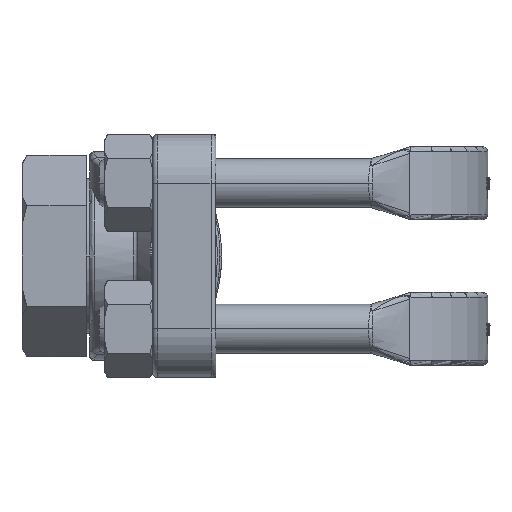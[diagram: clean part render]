
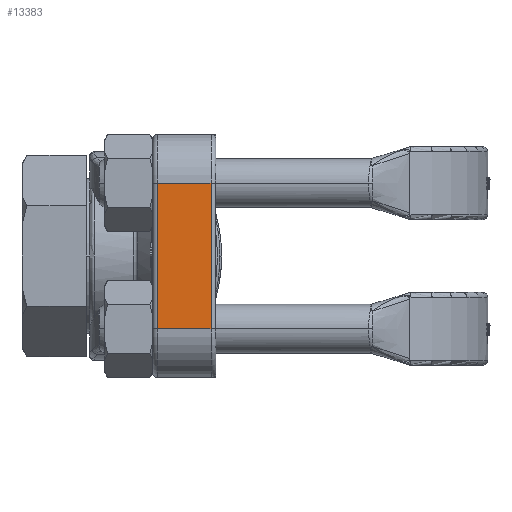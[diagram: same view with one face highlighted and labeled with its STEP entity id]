
A CAD part, left-side view. The second image highlights one B-rep face of the part: STEP entity #13383.
In plain terms, the highlighted planar face has unit normal (-1, 0, 0).
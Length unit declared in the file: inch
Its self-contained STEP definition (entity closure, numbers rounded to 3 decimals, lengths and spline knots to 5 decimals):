
#3968=DIRECTION('',(0.,0.,1.));
#3969=VECTOR('',#3968,1.875);
#3970=CARTESIAN_POINT('',(-2.875,0.7505,-0.9375));
#3971=LINE('',#3970,#3969);
#3972=DIRECTION('',(0.,1.,0.));
#3973=VECTOR('',#3972,0.6885);
#3974=CARTESIAN_POINT('',(-2.875,0.062,0.9375));
#3975=LINE('',#3974,#3973);
#3976=DIRECTION('',(0.,0.,-1.));
#3977=VECTOR('',#3976,1.875);
#3978=CARTESIAN_POINT('',(-2.875,0.062,0.9375));
#3979=LINE('',#3978,#3977);
#3980=DIRECTION('',(0.,1.,0.));
#3981=VECTOR('',#3980,0.6885);
#3982=CARTESIAN_POINT('',(-2.875,0.062,-0.9375));
#3983=LINE('',#3982,#3981);
#6765=CARTESIAN_POINT('',(-2.875,0.7505,-0.9375));
#6766=VERTEX_POINT('',#6765);
#6769=CARTESIAN_POINT('',(-2.875,0.7505,0.9375));
#6770=VERTEX_POINT('',#6769);
#6923=CARTESIAN_POINT('',(-2.875,0.062,-0.9375));
#6924=VERTEX_POINT('',#6923);
#6927=CARTESIAN_POINT('',(-2.875,0.062,0.9375));
#6928=VERTEX_POINT('',#6927);
#13370=CARTESIAN_POINT('',(-2.875,0.,-1.5625));
#13371=DIRECTION('',(-1.,0.,0.));
#13372=DIRECTION('',(0.,0.,1.));
#13373=AXIS2_PLACEMENT_3D('',#13370,#13371,#13372);
#13374=PLANE('',#13373);
#13375=ORIENTED_EDGE('',*,*,#11646,.T.);
#13377=ORIENTED_EDGE('',*,*,#13376,.F.);
#13379=ORIENTED_EDGE('',*,*,#13378,.T.);
#13380=ORIENTED_EDGE('',*,*,#13362,.T.);
#13381=EDGE_LOOP('',(#13375,#13377,#13379,#13380));
#13382=FACE_OUTER_BOUND('',#13381,.F.);
#11646=EDGE_CURVE('',#6766,#6770,#3971,.T.);
#13362=EDGE_CURVE('',#6924,#6766,#3983,.T.);
#13376=EDGE_CURVE('',#6928,#6770,#3975,.T.);
#13378=EDGE_CURVE('',#6928,#6924,#3979,.T.);
#13383=ADVANCED_FACE('',(#13382),#13374,.T.);
